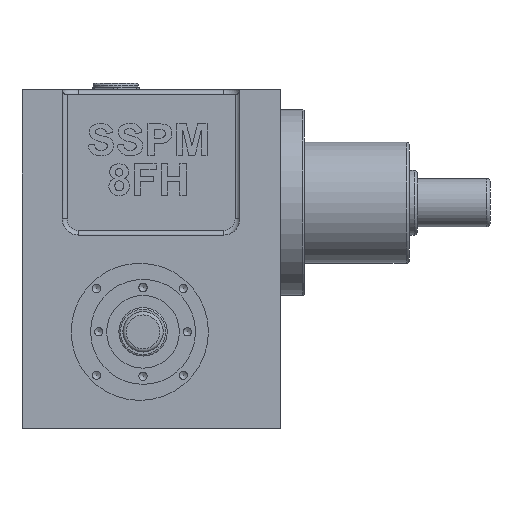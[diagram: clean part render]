
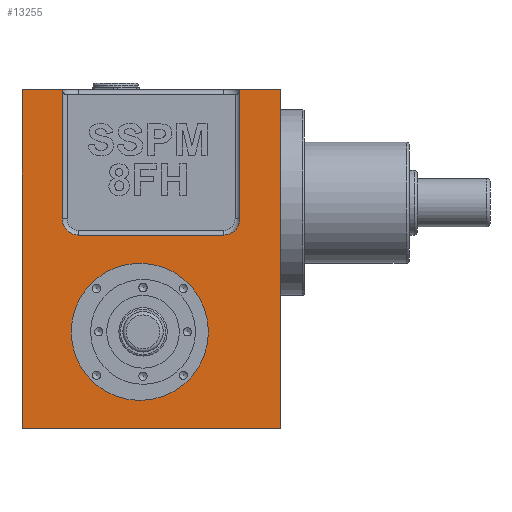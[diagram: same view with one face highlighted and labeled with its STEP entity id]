
A CAD part, left-side view. The second image highlights one B-rep face of the part: STEP entity #13255.
In plain terms, the highlighted planar face has unit normal (-1, 0, 0).
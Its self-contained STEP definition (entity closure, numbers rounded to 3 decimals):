
#363=LINE('',#18280,#1148);
#367=LINE('',#18288,#1152);
#368=LINE('',#18292,#1153);
#369=LINE('',#18296,#1154);
#370=LINE('',#18300,#1155);
#371=LINE('',#18301,#1156);
#372=LINE('',#18303,#1157);
#373=LINE('',#18305,#1158);
#1148=VECTOR('',#15157,1000.);
#1152=VECTOR('',#15161,1000.);
#1153=VECTOR('',#15166,1000.);
#1154=VECTOR('',#15169,1000.);
#1155=VECTOR('',#15172,1000.);
#1156=VECTOR('',#15173,1000.);
#1157=VECTOR('',#15174,1000.);
#1158=VECTOR('',#15175,1000.);
#1856=PLANE('',#13932);
#2564=ORIENTED_EDGE('',*,*,#4896,.T.);
#2565=ORIENTED_EDGE('',*,*,#4891,.T.);
#2566=ORIENTED_EDGE('',*,*,#4897,.T.);
#2567=ORIENTED_EDGE('',*,*,#4898,.T.);
#2568=ORIENTED_EDGE('',*,*,#4899,.T.);
#2569=ORIENTED_EDGE('',*,*,#4900,.T.);
#2570=ORIENTED_EDGE('',*,*,#4901,.T.);
#2571=ORIENTED_EDGE('',*,*,#4895,.T.);
#2572=ORIENTED_EDGE('',*,*,#4902,.T.);
#2573=ORIENTED_EDGE('',*,*,#4903,.T.);
#2574=ORIENTED_EDGE('',*,*,#4904,.T.);
#4891=EDGE_CURVE('',#6089,#6088,#363,.T.);
#4895=EDGE_CURVE('',#6084,#6092,#367,.T.);
#4896=EDGE_CURVE('',#6093,#6093,#6811,.T.);
#4897=EDGE_CURVE('',#6088,#6094,#368,.T.);
#4898=EDGE_CURVE('',#6094,#6095,#6812,.F.);
#4899=EDGE_CURVE('',#6095,#6096,#369,.T.);
#4900=EDGE_CURVE('',#6096,#6097,#6813,.F.);
#4901=EDGE_CURVE('',#6097,#6084,#370,.T.);
#4902=EDGE_CURVE('',#6092,#6098,#371,.T.);
#4903=EDGE_CURVE('',#6098,#6099,#372,.T.);
#4904=EDGE_CURVE('',#6099,#6089,#373,.T.);
#6084=VERTEX_POINT('',#18271);
#6088=VERTEX_POINT('',#18279);
#6089=VERTEX_POINT('',#18281);
#6092=VERTEX_POINT('',#18287);
#6093=VERTEX_POINT('',#18291);
#6094=VERTEX_POINT('',#18293);
#6095=VERTEX_POINT('',#18295);
#6096=VERTEX_POINT('',#18297);
#6097=VERTEX_POINT('',#18299);
#6098=VERTEX_POINT('',#18302);
#6099=VERTEX_POINT('',#18304);
#6811=CIRCLE('',#13933,42.5);
#6812=CIRCLE('',#13934,10.);
#6813=CIRCLE('',#13935,10.);
#7208=EDGE_LOOP('',(#2564));
#7209=EDGE_LOOP('',(#2565,#2566,#2567,#2568,#2569,#2570,#2571,#2572,#2573,
#2574));
#8071=FACE_BOUND('',#7208,.T.);
#8072=FACE_BOUND('',#7209,.T.);
#13255=ADVANCED_FACE('',(#8071,#8072),#1856,.T.);
#13932=AXIS2_PLACEMENT_3D('',#18289,#15162,#15163);
#13933=AXIS2_PLACEMENT_3D('',#18290,#15164,#15165);
#13934=AXIS2_PLACEMENT_3D('',#18294,#15167,#15168);
#13935=AXIS2_PLACEMENT_3D('',#18298,#15170,#15171);
#15157=DIRECTION('',(0.,1.,0.));
#15161=DIRECTION('',(0.,1.,0.));
#15162=DIRECTION('',(-1.,0.,0.));
#15163=DIRECTION('',(0.,-1.,0.));
#15164=DIRECTION('',(1.,0.,0.));
#15165=DIRECTION('',(0.,-1.,0.));
#15166=DIRECTION('',(0.,0.,-1.));
#15167=DIRECTION('',(-1.,0.,0.));
#15168=DIRECTION('',(0.,-1.,0.));
#15169=DIRECTION('',(0.,1.,0.));
#15170=DIRECTION('',(-1.,0.,0.));
#15171=DIRECTION('',(0.,-1.,0.));
#15172=DIRECTION('',(0.,0.,1.));
#15173=DIRECTION('',(0.,0.,-1.));
#15174=DIRECTION('',(0.,-1.,0.));
#15175=DIRECTION('',(0.,0.,1.));
#18271=CARTESIAN_POINT('',(-75.,50.,150.));
#18279=CARTESIAN_POINT('',(-75.,-60.,150.));
#18280=CARTESIAN_POINT('',(-75.,-85.,150.));
#18281=CARTESIAN_POINT('',(-75.,-85.,150.));
#18287=CARTESIAN_POINT('',(-75.,75.,150.));
#18288=CARTESIAN_POINT('',(-75.,-85.,150.));
#18289=CARTESIAN_POINT('',(-75.,0.,0.));
#18290=CARTESIAN_POINT('',(-75.,2.,0.));
#18291=CARTESIAN_POINT('',(-75.,-40.5,0.));
#18292=CARTESIAN_POINT('',(-75.,-60.,60.));
#18293=CARTESIAN_POINT('',(-75.,-60.,70.));
#18294=CARTESIAN_POINT('',(-75.,-50.,70.));
#18295=CARTESIAN_POINT('',(-75.,-50.,60.));
#18296=CARTESIAN_POINT('',(-75.,-60.,60.));
#18297=CARTESIAN_POINT('',(-75.,40.,60.));
#18298=CARTESIAN_POINT('',(-75.,40.,70.));
#18299=CARTESIAN_POINT('',(-75.,50.,70.));
#18300=CARTESIAN_POINT('',(-75.,50.,60.));
#18301=CARTESIAN_POINT('',(-75.,75.,150.));
#18302=CARTESIAN_POINT('',(-75.,75.,-60.));
#18303=CARTESIAN_POINT('',(-75.,75.,-60.));
#18304=CARTESIAN_POINT('',(-75.,-85.,-60.));
#18305=CARTESIAN_POINT('',(-75.,-85.,-60.));
